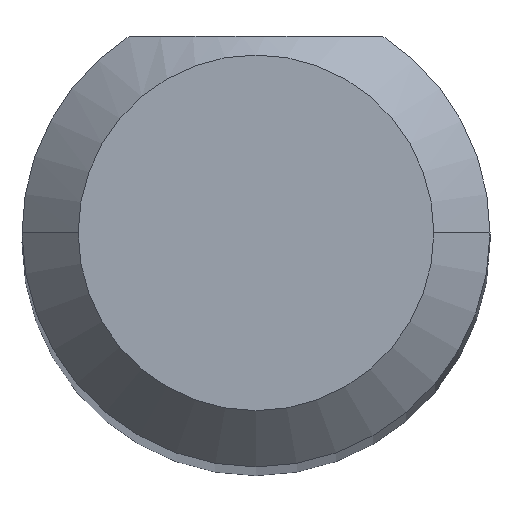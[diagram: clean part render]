
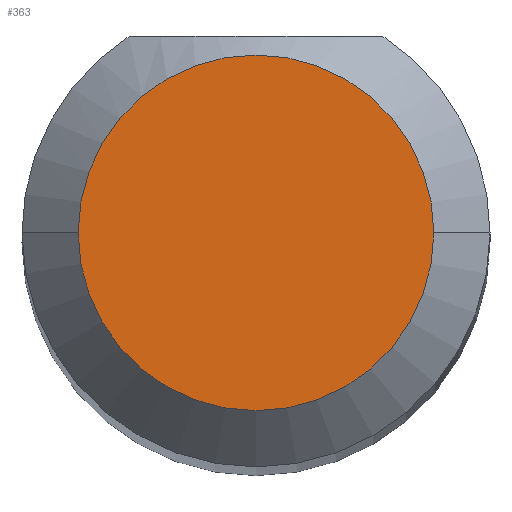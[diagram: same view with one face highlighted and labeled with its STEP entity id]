
A CAD part, top view. The second image highlights one B-rep face of the part: STEP entity #363.
In plain terms, the highlighted planar face has unit normal (0, 0, 1).
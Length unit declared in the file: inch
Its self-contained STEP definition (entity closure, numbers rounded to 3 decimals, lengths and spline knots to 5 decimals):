
#17 = VERTEX_POINT ( 'NONE', #61 ) ;
#32 = EDGE_LOOP ( 'NONE', ( #245, #342 ) ) ;
#49 = DIRECTION ( 'NONE',  ( 0., 0., -1. ) ) ;
#61 = CARTESIAN_POINT ( 'NONE',  ( 0.2025, 0., 1.5 ) ) ;
#107 = FACE_OUTER_BOUND ( 'NONE', #32, .T. ) ;
#113 = AXIS2_PLACEMENT_3D ( 'NONE', #259, #49, #219 ) ;
#152 = CIRCLE ( 'NONE', #113, 0.0475 ) ;
#165 = CARTESIAN_POINT ( 'NONE',  ( 0.25, 0., 1.5 ) ) ;
#181 = DIRECTION ( 'NONE',  ( 0., 0., 1. ) ) ;
#212 = CARTESIAN_POINT ( 'NONE',  ( 0.2975, 0., 1.5 ) ) ;
#219 = DIRECTION ( 'NONE',  ( -1., 0., 0. ) ) ;
#245 = ORIENTED_EDGE ( 'NONE', *, *, #440, .F. ) ;
#253 = EDGE_CURVE ( 'NONE', #17, #344, #561, .T. ) ;
#259 = CARTESIAN_POINT ( 'NONE',  ( 0.25, 0., 1.5 ) ) ;
#265 = DIRECTION ( 'NONE',  ( -1., 0., 0. ) ) ;
#288 = DIRECTION ( 'NONE',  ( 0., 0., -1. ) ) ;
#341 = DIRECTION ( 'NONE',  ( -1., 0., 0. ) ) ;
#342 = ORIENTED_EDGE ( 'NONE', *, *, #253, .F. ) ;
#344 = VERTEX_POINT ( 'NONE', #212 ) ;
#353 = PLANE ( 'NONE',  #423 ) ;
#363 = ADVANCED_FACE ( 'NONE', ( #107 ), #353, .T. ) ;
#397 = CARTESIAN_POINT ( 'NONE',  ( 0.25, 0., 1.5 ) ) ;
#423 = AXIS2_PLACEMENT_3D ( 'NONE', #397, #181, #265 ) ;
#440 = EDGE_CURVE ( 'NONE', #344, #17, #152, .T. ) ;
#466 = AXIS2_PLACEMENT_3D ( 'NONE', #165, #288, #341 ) ;
#561 = CIRCLE ( 'NONE', #466, 0.0475 ) ;
